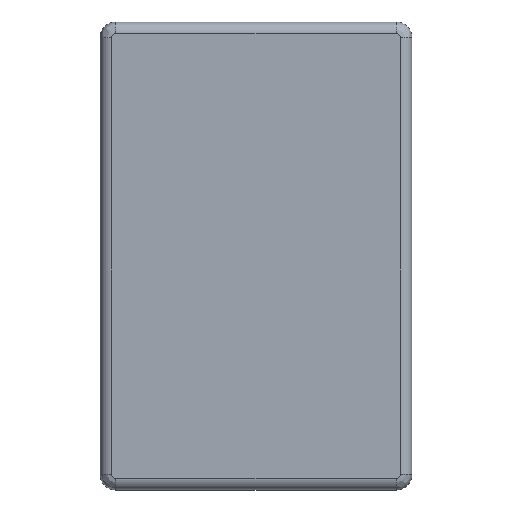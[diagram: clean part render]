
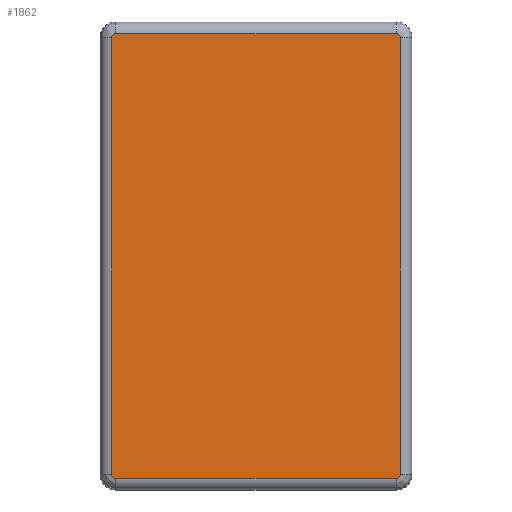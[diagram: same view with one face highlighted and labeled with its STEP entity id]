
A CAD part, top view. The second image highlights one B-rep face of the part: STEP entity #1862.
In plain terms, the highlighted planar face has unit normal (0, 0, 1).
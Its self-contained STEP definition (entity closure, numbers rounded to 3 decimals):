
#118=PLANE('',#2003);
#164=LINE('',#2707,#308);
#166=LINE('',#2727,#310);
#168=LINE('',#2747,#312);
#169=LINE('',#2763,#313);
#308=VECTOR('',#2179,10.);
#310=VECTOR('',#2191,10.);
#312=VECTOR('',#2203,10.);
#313=VECTOR('',#2212,10.);
#487=FACE_OUTER_BOUND('',#594,.T.);
#594=EDGE_LOOP('',(#1310,#1311,#1312,#1313,#1314,#1315,#1316,#1317));
#695=CIRCLE('',#1978,1.);
#701=CIRCLE('',#1985,1.);
#705=CIRCLE('',#1990,1.);
#709=CIRCLE('',#1995,1.);
#779=VERTEX_POINT('',#2695);
#780=VERTEX_POINT('',#2697);
#782=VERTEX_POINT('',#2703);
#784=VERTEX_POINT('',#2717);
#786=VERTEX_POINT('',#2723);
#788=VERTEX_POINT('',#2737);
#790=VERTEX_POINT('',#2743);
#792=VERTEX_POINT('',#2757);
#971=EDGE_CURVE('',#779,#780,#695,.T.);
#976=EDGE_CURVE('',#780,#782,#164,.T.);
#979=EDGE_CURVE('',#782,#784,#701,.T.);
#982=EDGE_CURVE('',#784,#786,#166,.T.);
#985=EDGE_CURVE('',#786,#788,#705,.T.);
#988=EDGE_CURVE('',#788,#790,#168,.T.);
#991=EDGE_CURVE('',#790,#792,#709,.T.);
#992=EDGE_CURVE('',#792,#779,#169,.T.);
#1310=ORIENTED_EDGE('',*,*,#971,.F.);
#1311=ORIENTED_EDGE('',*,*,#992,.F.);
#1312=ORIENTED_EDGE('',*,*,#991,.F.);
#1313=ORIENTED_EDGE('',*,*,#988,.F.);
#1314=ORIENTED_EDGE('',*,*,#985,.F.);
#1315=ORIENTED_EDGE('',*,*,#982,.F.);
#1316=ORIENTED_EDGE('',*,*,#979,.F.);
#1317=ORIENTED_EDGE('',*,*,#976,.F.);
#1862=ADVANCED_FACE('',(#487),#118,.T.);
#1978=AXIS2_PLACEMENT_3D('',#2698,#2168,#2169);
#1985=AXIS2_PLACEMENT_3D('',#2721,#2184,#2185);
#1990=AXIS2_PLACEMENT_3D('',#2741,#2196,#2197);
#1995=AXIS2_PLACEMENT_3D('',#2761,#2208,#2209);
#2003=AXIS2_PLACEMENT_3D('',#2783,#2233,#2234);
#2168=DIRECTION('center_axis',(0.,0.,
-1.));
#2169=DIRECTION('ref_axis',(-0.707,-0.707,0.));
#2179=DIRECTION('',(0.,1.,0.));
#2184=DIRECTION('center_axis',(0.,0.,
-1.));
#2185=DIRECTION('ref_axis',(-0.707,0.707,0.));
#2191=DIRECTION('',(1.,0.,0.));
#2196=DIRECTION('center_axis',(0.,0.,
-1.));
#2197=DIRECTION('ref_axis',(0.707,0.707,0.));
#2203=DIRECTION('',(0.,-1.,0.));
#2208=DIRECTION('center_axis',(0.,0.,
-1.));
#2209=DIRECTION('ref_axis',(0.707,-0.707,0.));
#2212=DIRECTION('',(-1.,0.,0.));
#2233=DIRECTION('center_axis',(0.,0.,
1.));
#2234=DIRECTION('ref_axis',(1.,0.,0.));
#2695=CARTESIAN_POINT('',(-36.,-57.,4.));
#2697=CARTESIAN_POINT('',(-37.,-56.,4.));
#2698=CARTESIAN_POINT('Origin',(-36.,-56.,4.));
#2703=CARTESIAN_POINT('',(-37.,56.,4.));
#2707=CARTESIAN_POINT('',(-37.,0.,4.));
#2717=CARTESIAN_POINT('',(-36.,57.,4.));
#2721=CARTESIAN_POINT('Origin',(-36.,56.,4.));
#2723=CARTESIAN_POINT('',(36.,57.,4.));
#2727=CARTESIAN_POINT('',(0.,57.,4.));
#2737=CARTESIAN_POINT('',(37.,56.,4.));
#2741=CARTESIAN_POINT('Origin',(36.,56.,4.));
#2743=CARTESIAN_POINT('',(37.,-56.,4.));
#2747=CARTESIAN_POINT('',(37.,-56.5,4.));
#2757=CARTESIAN_POINT('',(36.,-57.,4.));
#2761=CARTESIAN_POINT('Origin',(36.,-56.,4.));
#2763=CARTESIAN_POINT('',(-36.5,-57.,4.));
#2783=CARTESIAN_POINT('Origin',(-36.5,-56.5,4.));
